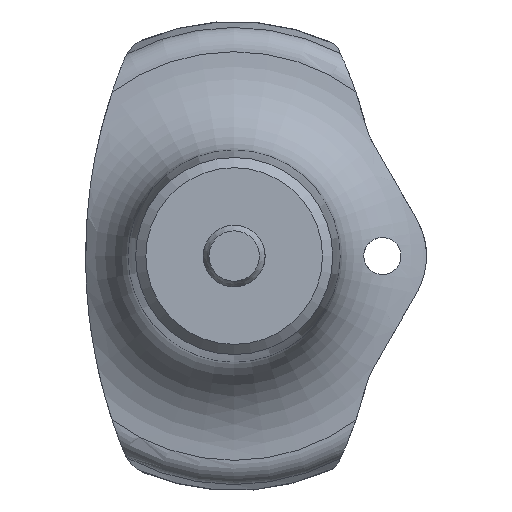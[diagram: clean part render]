
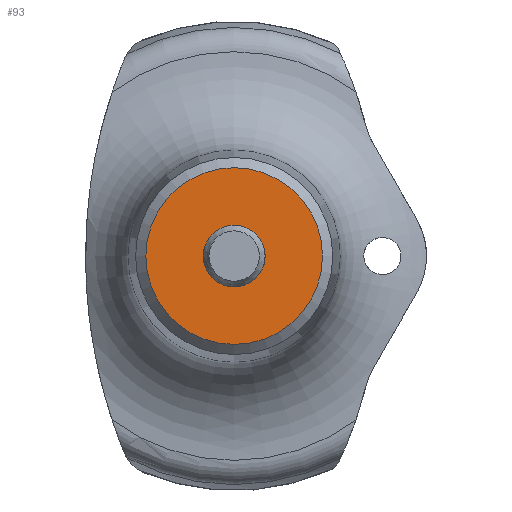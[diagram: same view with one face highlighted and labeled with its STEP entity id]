
A CAD part, front view. The second image highlights one B-rep face of the part: STEP entity #93.
In plain terms, the highlighted planar face has unit normal (0, -1, 0).
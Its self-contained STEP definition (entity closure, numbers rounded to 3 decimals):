
#93 = ADVANCED_FACE( '', ( #213, #214 ), #215, .T. );
#213 = FACE_OUTER_BOUND( '', #396, .T. );
#214 = FACE_BOUND( '', #397, .T. );
#215 = PLANE( '', #398 );
#396 = EDGE_LOOP( '', ( #624 ) );
#397 = EDGE_LOOP( '', ( #625 ) );
#398 = AXIS2_PLACEMENT_3D( '', #626, #627, #628 );
#624 = ORIENTED_EDGE( '', *, *, #862, .T. );
#625 = ORIENTED_EDGE( '', *, *, #880, .F. );
#626 = CARTESIAN_POINT( '', ( 2.5, 0., 0. ) );
#627 = DIRECTION( '', ( 0., -1., 0. ) );
#628 = DIRECTION( '', ( 0., 0., -1. ) );
#862 = EDGE_CURVE( '', #1027, #1027, #1028, .T. );
#880 = EDGE_CURVE( '', #1056, #1056, #1057, .T. );
#1027 = VERTEX_POINT( '', #1484 );
#1028 = CIRCLE( '', #1485, 7.15 );
#1056 = VERTEX_POINT( '', #1638 );
#1057 = CIRCLE( '', #1639, 2.5 );
#1484 = CARTESIAN_POINT( '', ( 0., 0., -7.15 ) );
#1485 = AXIS2_PLACEMENT_3D( '', #1807, #1808, #1809 );
#1638 = CARTESIAN_POINT( '', ( 0., 0., -2.5 ) );
#1639 = AXIS2_PLACEMENT_3D( '', #1819, #1820, #1821 );
#1807 = CARTESIAN_POINT( '', ( 0., 0., 0. ) );
#1808 = DIRECTION( '', ( 0., -1., 0. ) );
#1809 = DIRECTION( '', ( 0., 0., -1. ) );
#1819 = CARTESIAN_POINT( '', ( 0., 0., 0. ) );
#1820 = DIRECTION( '', ( 0., -1., 0. ) );
#1821 = DIRECTION( '', ( 0., 0., -1. ) );
